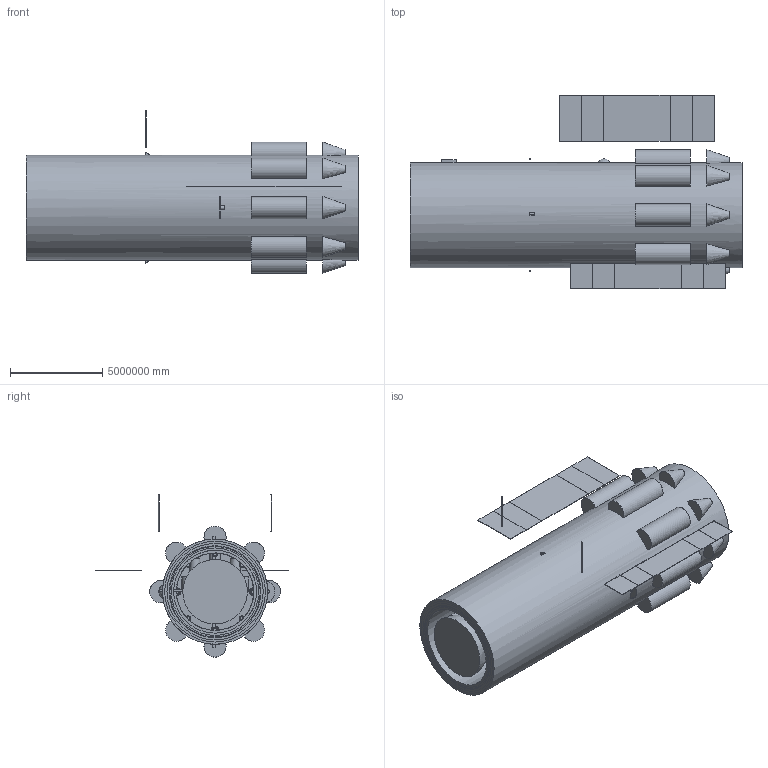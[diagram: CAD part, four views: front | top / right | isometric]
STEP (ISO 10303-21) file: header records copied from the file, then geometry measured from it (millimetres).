
FILE_DESCRIPTION(('FreeCAD Model'),'2;1');
FILE_NAME('Open CASCADE Shape Model','2025-11-14T07:36:42',('Author'),( ''),'Open CASCADE STEP processor 7.8','FreeCAD','Unknown');
FILE_SCHEMA(('AUTOMOTIVE_DESIGN { 1 0 10303 214 1 1 1 1 }'));
Length unit declared in the file: metre
Products named in the file (9): Unified_Advanced_Spaceship; Aerodynamic_Hull; Advanced_TPS; MultiLayer_Radiation_Shield; Power_Communication_Systems; Landing_System; LOX_Propulsion_System; Aerodynamic_Control_Surfaces; Scientific_Payload
Bounding box: 18000000 x 10500000 x 8800000 mm (x, y, z)
Volume: 582082439204515414016 mm3
Topology: 84 solids, 84 shells, 651 faces, 1205 edges, 777 vertices
Faces by surface type: plane 485, cylinder 135, cone 24, bspline 5, sphere 2
Full cylindrical faces by diameter (mm): 30000 x1, 50000 x4, 180000 x8, 200000 x1, 250000 x16, 270000 x8, 400000 x4, 550000 x8, 600000 x6, 1200000 x9, 4200000 x3, 4500000 x6, 4900000 x1, 5700000 x2
Entity records: 41947 total; most frequent: CARTESIAN_POINT 15773, DIRECTION 4763, ORIENTED_EDGE 2404, PCURVE 2404, DEFINITIONAL_REPRESENTATION 2404, LINE 2119, VECTOR 2119, EDGE_CURVE 1202
